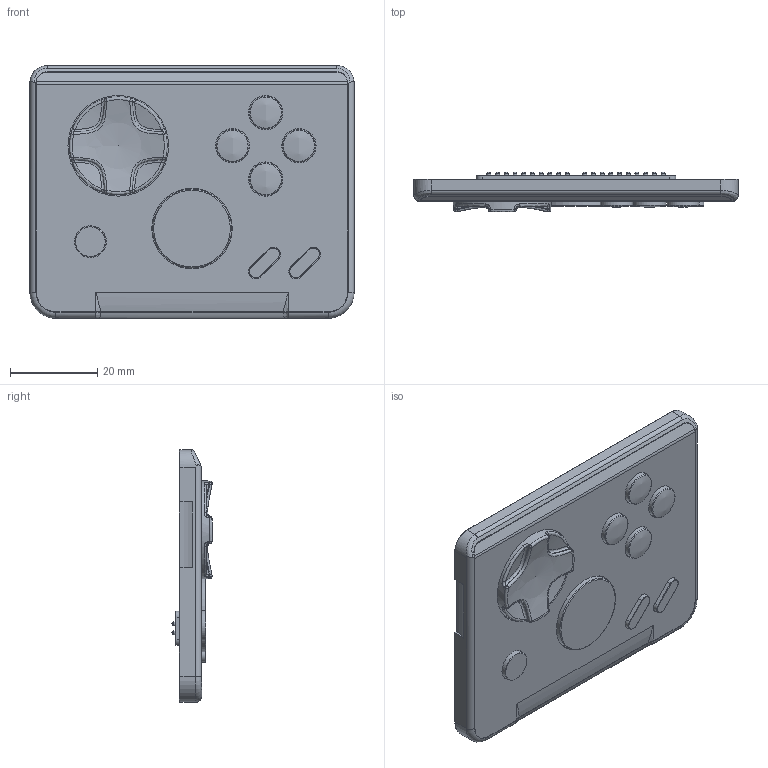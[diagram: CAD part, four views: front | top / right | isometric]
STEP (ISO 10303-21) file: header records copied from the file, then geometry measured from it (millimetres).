
FILE_DESCRIPTION(/* description */ (''),/* implementation_level */ '2;1');
FILE_NAME(/* name */ 'gamepad full assembly.step',/* time_stamp */ '2025-08-29T14:33:27+05:30',/* author */ (''),/* organization */ (''),/* preprocessor_version */ 'ST-DEVELOPER v20.1',/* originating_system */ 'Autodesk Translation Framework v14.10.0.0',/* authorisation */ '');
FILE_SCHEMA (('AUTOMOTIVE_DESIGN { 1 0 10303 214 3 1 1 }'));
Length unit declared in the file: millimetre
Products named in the file (29): basic; base frame; Component16; Component30; dpad; touchpad; FPCB; ABXY buttons; Component19; Component20; Component21; Component22; buttons_Additional ; home button; start button; select button; top frame; Component15; silic_ABXY; silic_DPAD ; silic_home; silic_additional; silic_additional (1); silic_touchPad; Male Pogo Pin Connector Assembly V2.3; Male Connector Plastic Part V2.2 (Trial); Male Connector V2.3; PCB v1; Component18
Assembly tree (67 placements, depth 4):
  basic
    base frame
      Component16
        Component30
    dpad
    touchpad
      FPCB
    ABXY buttons
      Component19
      Component20
      Component21
      Component22
    buttons_Additional 
      home button
      start button
      select button
    top frame
      Component15
    silic_ABXY
    silic_DPAD 
    silic_home
    silic_additional
      silic_additional (1)
    silic_touchPad
    Male Pogo Pin Connector Assembly V2.3
      Male Connector Plastic Part V2.2 (Trial)
      Male Connector V2.3  x40
    PCB v1
      Component18
Bounding box: 74.45 x 9.19 x 58 mm (x, y, z)
Volume: 15843.4 mm3; surface area: 34734.6 mm2
Topology: 74 solids, 74 shells, 1376 faces, 2850 edges, 1852 vertices
Faces by surface type: cylinder 577, plane 532, torus 110, bspline 60, sphere 50, cone 47
Full cylindrical faces by diameter (mm): 0.01 x1, 0.5 x2, 0.6 x2, 0.9 x40, 1.5 x50, 1.51 x40, 1.54 x40, 1.6 x8, 1.7 x50, 2 x2, 2.3 x2, 3 x45, 3.4 x8, 3.5 x4, 3.6 x4, 3.7 x4, 4 x5, 4.15 x24, 4.4 x3, 4.8 x4, 4.935 x4, 5 x11, 5.2 x4, 6.2 x11, 7 x1, 7.3 x1, 7.45 x4, 7.85 x4, 9 x6, 9.3 x5
Entity records: 39028 total; most frequent: CARTESIAN_POINT 15426, DIRECTION 5165, ORIENTED_EDGE 4276, AXIS2_PLACEMENT_3D 2158, EDGE_CURVE 2138, VERTEX_POINT 1384, EDGE_LOOP 1302, CIRCLE 1121
